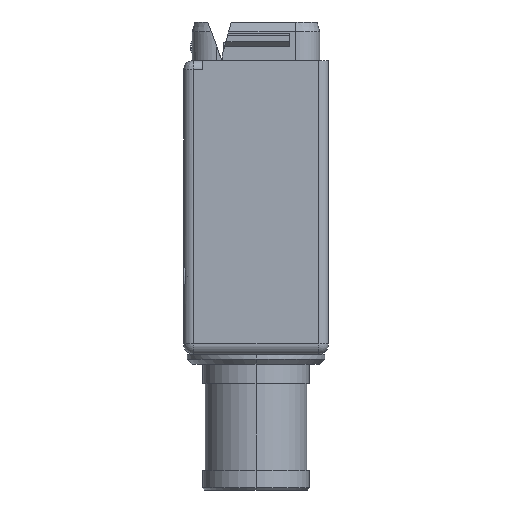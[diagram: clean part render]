
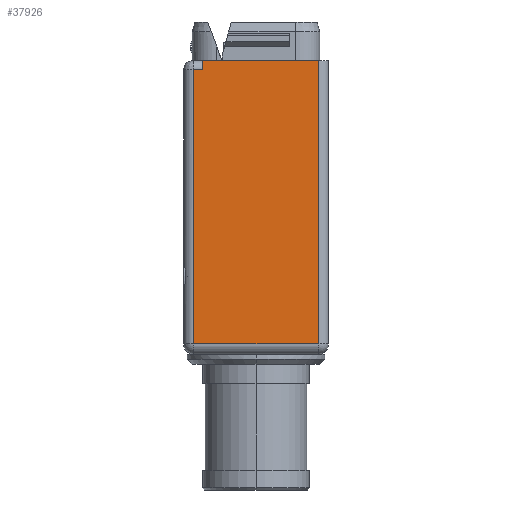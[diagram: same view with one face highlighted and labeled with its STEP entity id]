
A CAD part, left-side view. The second image highlights one B-rep face of the part: STEP entity #37926.
In plain terms, the highlighted planar face has unit normal (-1, 0, 0).
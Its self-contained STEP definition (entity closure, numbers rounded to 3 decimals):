
#2158=DIRECTION('',(0.,1.,0.));
#2159=VECTOR('',#2158,11.93);
#2160=CARTESIAN_POINT('',(-22.25,-6.43,0.));
#2161=LINE('',#2160,#2159);
#2167=DIRECTION('',(0.,0.,-1.));
#2168=VECTOR('',#2167,0.94);
#2169=CARTESIAN_POINT('',(-22.25,5.5,0.));
#2170=LINE('',#2169,#2168);
#2171=DIRECTION('',(0.,1.,0.));
#2172=VECTOR('',#2171,0.93);
#2173=CARTESIAN_POINT('',(-22.25,5.5,-0.94));
#2174=LINE('',#2173,#2172);
#2184=DIRECTION('',(0.,-1.,0.));
#2185=VECTOR('',#2184,12.86);
#2186=CARTESIAN_POINT('',(-22.25,6.43,-29.25));
#2187=LINE('',#2186,#2185);
#5269=DIRECTION('',(0.,0.,1.));
#5270=VECTOR('',#5269,29.25);
#5271=CARTESIAN_POINT('',(-22.25,-6.43,-29.25));
#5272=LINE('',#5271,#5270);
#5711=DIRECTION('',(0.,0.,-1.));
#5712=VECTOR('',#5711,28.31);
#5713=CARTESIAN_POINT('',(-22.25,6.43,-0.94));
#5714=LINE('',#5713,#5712);
#31284=CARTESIAN_POINT('',(-22.25,-6.43,-29.25));
#31285=CARTESIAN_POINT('',(-22.25,-6.43,0.));
#31286=VERTEX_POINT('',#31284);
#31287=VERTEX_POINT('',#31285);
#31298=CARTESIAN_POINT('',(-22.25,5.5,0.));
#31299=VERTEX_POINT('',#31298);
#32449=CARTESIAN_POINT('',(-22.25,6.43,-29.25));
#32450=VERTEX_POINT('',#32449);
#32455=CARTESIAN_POINT('',(-22.25,6.43,-0.94));
#32457=VERTEX_POINT('',#32455);
#33095=CARTESIAN_POINT('',(-22.25,5.5,-0.94));
#33097=VERTEX_POINT('',#33095);
#37910=CARTESIAN_POINT('',(-22.25,-7.48,0.));
#37911=DIRECTION('',(-1.,0.,0.));
#37912=DIRECTION('',(0.,1.,0.));
#37913=AXIS2_PLACEMENT_3D('',#37910,#37911,#37912);
#37914=PLANE('',#37913);
#37916=ORIENTED_EDGE('',*,*,#37915,.F.);
#37918=ORIENTED_EDGE('',*,*,#37917,.F.);
#37919=ORIENTED_EDGE('',*,*,#37902,.F.);
#37920=ORIENTED_EDGE('',*,*,#37891,.F.);
#37921=ORIENTED_EDGE('',*,*,#37878,.F.);
#37923=ORIENTED_EDGE('',*,*,#37922,.F.);
#37924=EDGE_LOOP('',(#37916,#37918,#37919,#37920,#37921,#37923));
#37925=FACE_OUTER_BOUND('',#37924,.F.);
#37926=ADVANCED_FACE('',(#37925),#37914,.T.);
#37878=EDGE_CURVE('',#31287,#31299,#2161,.T.);
#37891=EDGE_CURVE('',#31299,#33097,#2170,.T.);
#37902=EDGE_CURVE('',#33097,#32457,#2174,.T.);
#37915=EDGE_CURVE('',#32450,#31286,#2187,.T.);
#37917=EDGE_CURVE('',#32457,#32450,#5714,.T.);
#37922=EDGE_CURVE('',#31286,#31287,#5272,.T.);
